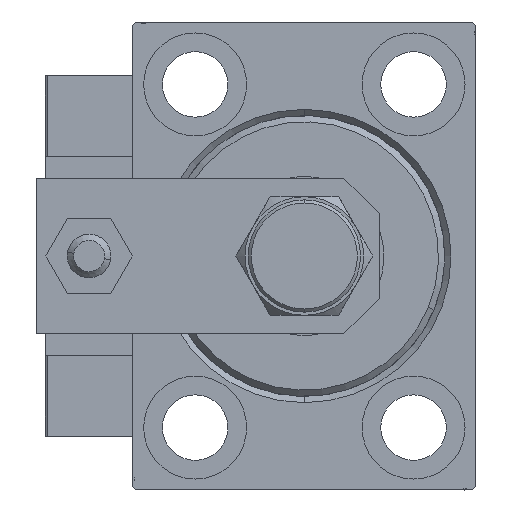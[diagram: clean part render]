
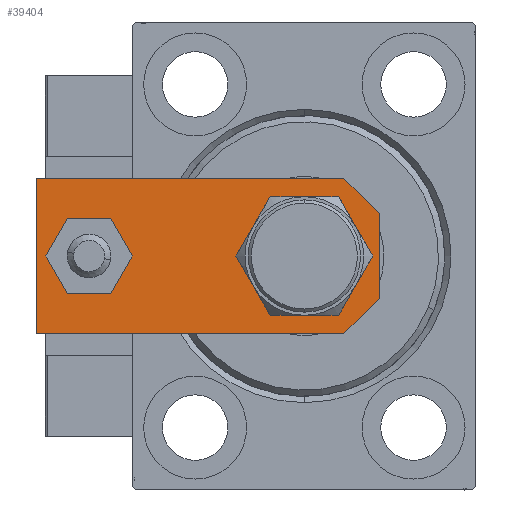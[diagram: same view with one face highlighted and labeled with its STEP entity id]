
A CAD part, left-side view. The second image highlights one B-rep face of the part: STEP entity #39404.
In plain terms, the highlighted face is planar.
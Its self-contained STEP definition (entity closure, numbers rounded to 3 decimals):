
#1240 = ORIENTED_EDGE ( 'NONE', *, *, #13137, .F. ) ;
#1582 = CARTESIAN_POINT ( 'NONE',  ( -6.84, 0., 6. ) ) ;
#2212 = LINE ( 'NONE', #10061, #17984 ) ;
#2396 = PLANE ( 'NONE',  #39586 ) ;
#3191 = VERTEX_POINT ( 'NONE', #7308 ) ;
#3761 = CARTESIAN_POINT ( 'NONE',  ( 6.84, 0., 6. ) ) ;
#5784 = DIRECTION ( 'NONE',  ( 0., 0., 1. ) ) ;
#5805 = EDGE_CURVE ( 'NONE', #23081, #44186, #2212, .T. ) ;
#6406 = CARTESIAN_POINT ( 'NONE',  ( -12.5, 55., 6. ) ) ;
#7260 = VERTEX_POINT ( 'NONE', #40905 ) ;
#7308 = CARTESIAN_POINT ( 'NONE',  ( 12.5, 5.66, 6. ) ) ;
#7595 = ORIENTED_EDGE ( 'NONE', *, *, #26179, .T. ) ;
#8563 = LINE ( 'NONE', #32439, #9716 ) ;
#9203 = VECTOR ( 'NONE', #26180, 1000. ) ;
#9716 = VECTOR ( 'NONE', #24573, 1000. ) ;
#10061 = CARTESIAN_POINT ( 'NONE',  ( -12.5, 0., 6. ) ) ;
#10435 = DIRECTION ( 'NONE',  ( 0., 0., 1. ) ) ;
#10892 = VERTEX_POINT ( 'NONE', #11552 ) ;
#11552 = CARTESIAN_POINT ( 'NONE',  ( -12.5, 5.66, 6. ) ) ;
#13038 = ORIENTED_EDGE ( 'NONE', *, *, #29761, .F. ) ;
#13137 = EDGE_CURVE ( 'NONE', #37481, #40859, #35798, .T. ) ;
#13594 = CARTESIAN_POINT ( 'NONE',  ( 3.42, -3.42, 6. ) ) ;
#14194 = FACE_BOUND ( 'NONE', #26913, .T. ) ;
#15637 = CARTESIAN_POINT ( 'NONE',  ( -4., 46.5, 6. ) ) ;
#15876 = DIRECTION ( 'NONE',  ( 0., 0., 1. ) ) ;
#17530 = ORIENTED_EDGE ( 'NONE', *, *, #46054, .T. ) ;
#17984 = VECTOR ( 'NONE', #50931, 1000. ) ;
#18377 = DIRECTION ( 'NONE',  ( 1., 0., 0. ) ) ;
#18563 = VERTEX_POINT ( 'NONE', #39479 ) ;
#18645 = VERTEX_POINT ( 'NONE', #15637 ) ;
#19150 = CARTESIAN_POINT ( 'NONE',  ( 0., 46.5, 6. ) ) ;
#19541 = CARTESIAN_POINT ( 'NONE',  ( 0., 12., 6. ) ) ;
#21448 = LINE ( 'NONE', #13594, #9203 ) ;
#21462 = ORIENTED_EDGE ( 'NONE', *, *, #43038, .F. ) ;
#21891 = EDGE_LOOP ( 'NONE', ( #31371, #7595, #48893, #46072, #17530, #35175 ) ) ;
#22166 = EDGE_CURVE ( 'NONE', #40769, #7260, #26471, .T. ) ;
#22401 = EDGE_CURVE ( 'NONE', #7260, #10892, #30268, .T. ) ;
#23081 = VERTEX_POINT ( 'NONE', #1582 ) ;
#23451 = VECTOR ( 'NONE', #29595, 1000. ) ;
#24573 = DIRECTION ( 'NONE',  ( 0., 1., 0. ) ) ;
#25191 = CARTESIAN_POINT ( 'NONE',  ( 0., 0., 6. ) ) ;
#25449 = FACE_OUTER_BOUND ( 'NONE', #21891, .T. ) ;
#26179 = EDGE_CURVE ( 'NONE', #10892, #23081, #37021, .T. ) ;
#26180 = DIRECTION ( 'NONE',  ( 0.707, 0.707, 0. ) ) ;
#26437 = DIRECTION ( 'NONE',  ( 1., 0., 0. ) ) ;
#26455 = CARTESIAN_POINT ( 'NONE',  ( 8.25, 12., 6. ) ) ;
#26471 = LINE ( 'NONE', #42182, #23451 ) ;
#26913 = EDGE_LOOP ( 'NONE', ( #13038, #21462 ) ) ;
#28793 = DIRECTION ( 'NONE',  ( 1., 0., 0. ) ) ;
#28948 = EDGE_CURVE ( 'NONE', #44186, #3191, #21448, .T. ) ;
#29148 = DIRECTION ( 'NONE',  ( 0.707, -0.707, 0. ) ) ;
#29595 = DIRECTION ( 'NONE',  ( -1., 0., 0. ) ) ;
#29706 = CIRCLE ( 'NONE', #47283, 4. ) ;
#29761 = EDGE_CURVE ( 'NONE', #18645, #18563, #44425, .T. ) ;
#30268 = LINE ( 'NONE', #6406, #49390 ) ;
#31371 = ORIENTED_EDGE ( 'NONE', *, *, #22401, .T. ) ;
#32291 = CIRCLE ( 'NONE', #43166, 8.25 ) ;
#32439 = CARTESIAN_POINT ( 'NONE',  ( 12.5, 0., 6. ) ) ;
#32677 = AXIS2_PLACEMENT_3D ( 'NONE', #19150, #36678, #28793 ) ;
#32833 = CARTESIAN_POINT ( 'NONE',  ( -3.42, -3.42, 6. ) ) ;
#35175 = ORIENTED_EDGE ( 'NONE', *, *, #22166, .T. ) ;
#35798 = CIRCLE ( 'NONE', #50864, 8.25 ) ;
#36561 = DIRECTION ( 'NONE',  ( 1., 0., 0. ) ) ;
#36678 = DIRECTION ( 'NONE',  ( 0., 0., 1. ) ) ;
#37021 = LINE ( 'NONE', #32833, #44270 ) ;
#37192 = CARTESIAN_POINT ( 'NONE',  ( 12.5, 55., 6. ) ) ;
#37481 = VERTEX_POINT ( 'NONE', #44135 ) ;
#38295 = FACE_BOUND ( 'NONE', #51808, .T. ) ;
#39404 = ADVANCED_FACE ( 'NONE', ( #14194, #25449, #38295 ), #2396, .T. ) ;
#39479 = CARTESIAN_POINT ( 'NONE',  ( 4., 46.5, 6. ) ) ;
#39586 = AXIS2_PLACEMENT_3D ( 'NONE', #25191, #5784, #18377 ) ;
#40769 = VERTEX_POINT ( 'NONE', #37192 ) ;
#40859 = VERTEX_POINT ( 'NONE', #26455 ) ;
#40905 = CARTESIAN_POINT ( 'NONE',  ( -12.5, 55., 6. ) ) ;
#41716 = DIRECTION ( 'NONE',  ( 0., 0., 1. ) ) ;
#42182 = CARTESIAN_POINT ( 'NONE',  ( 12.5, 55., 6. ) ) ;
#43038 = EDGE_CURVE ( 'NONE', #18563, #18645, #29706, .T. ) ;
#43166 = AXIS2_PLACEMENT_3D ( 'NONE', #19541, #15876, #36561 ) ;
#44135 = CARTESIAN_POINT ( 'NONE',  ( -8.25, 12., 6. ) ) ;
#44182 = ORIENTED_EDGE ( 'NONE', *, *, #45520, .F. ) ;
#44186 = VERTEX_POINT ( 'NONE', #3761 ) ;
#44270 = VECTOR ( 'NONE', #29148, 1000. ) ;
#44425 = CIRCLE ( 'NONE', #32677, 4. ) ;
#45520 = EDGE_CURVE ( 'NONE', #40859, #37481, #32291, .T. ) ;
#46054 = EDGE_CURVE ( 'NONE', #3191, #40769, #8563, .T. ) ;
#46072 = ORIENTED_EDGE ( 'NONE', *, *, #28948, .T. ) ;
#46342 = CARTESIAN_POINT ( 'NONE',  ( 0., 12., 6. ) ) ;
#46510 = DIRECTION ( 'NONE',  ( 0., -1., 0. ) ) ;
#47283 = AXIS2_PLACEMENT_3D ( 'NONE', #49840, #41716, #50107 ) ;
#48893 = ORIENTED_EDGE ( 'NONE', *, *, #5805, .T. ) ;
#49390 = VECTOR ( 'NONE', #46510, 1000. ) ;
#49840 = CARTESIAN_POINT ( 'NONE',  ( 0., 46.5, 6. ) ) ;
#50107 = DIRECTION ( 'NONE',  ( 1., 0., 0. ) ) ;
#50864 = AXIS2_PLACEMENT_3D ( 'NONE', #46342, #10435, #26437 ) ;
#50931 = DIRECTION ( 'NONE',  ( 1., 0., 0. ) ) ;
#51808 = EDGE_LOOP ( 'NONE', ( #1240, #44182 ) ) ;
